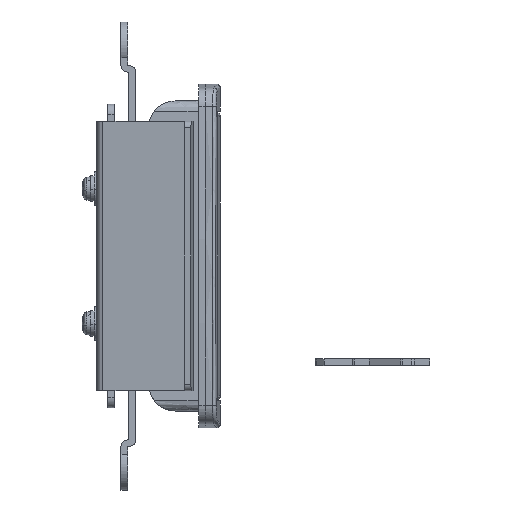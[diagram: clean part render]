
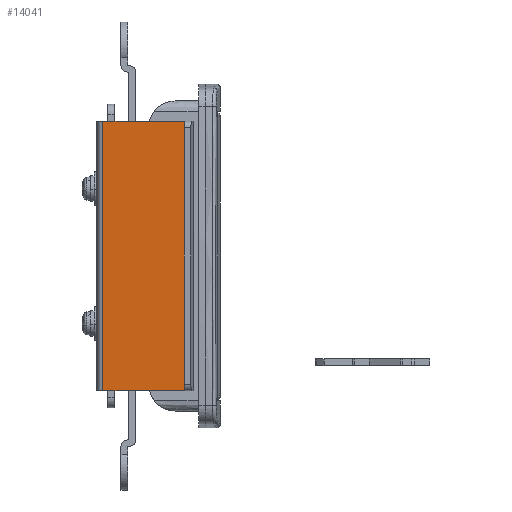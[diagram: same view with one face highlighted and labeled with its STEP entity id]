
A CAD part, left-side view. The second image highlights one B-rep face of the part: STEP entity #14041.
In plain terms, the highlighted free-form (B-spline) face has degree [1, 1] with [2, 2] control points.
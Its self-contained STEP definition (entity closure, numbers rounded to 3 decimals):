
#13709=CARTESIAN_POINT('',(4.313,30.379,40.0));
#13710=VERTEX_POINT('',#13709);
#13726=CARTESIAN_POINT('',(1.852,5.5,40.0));
#13727=VERTEX_POINT('',#13726);
#13728=CARTESIAN_POINT('',(4.313,30.379,40.0));
#13729=CARTESIAN_POINT('',(1.852,5.5,40.0));
#13730=QUASI_UNIFORM_CURVE('',1,(#13728,#13729),.UNSPECIFIED.,.F.,.U.);
#13731=EDGE_CURVE('',#13710,#13727,#13730,.T.);
#13784=CARTESIAN_POINT('',(1.852,5.5,-40.0));
#13785=VERTEX_POINT('',#13784);
#13791=CARTESIAN_POINT('',(4.313,30.379,-40.0));
#13792=VERTEX_POINT('',#13791);
#13793=CARTESIAN_POINT('',(4.313,30.379,-40.0));
#13794=CARTESIAN_POINT('',(1.852,5.5,-40.0));
#13795=QUASI_UNIFORM_CURVE('',1,(#13793,#13794),.UNSPECIFIED.,.F.,.U.);
#13796=EDGE_CURVE('',#13792,#13785,#13795,.T.);
#14018=CARTESIAN_POINT('',(1.852,5.5,-40.0));
#14019=CARTESIAN_POINT('',(1.852,5.5,40.0));
#14020=QUASI_UNIFORM_CURVE('',1,(#14018,#14019),.UNSPECIFIED.,.F.,.U.);
#14021=EDGE_CURVE('',#13785,#13727,#14020,.T.);
#14026=CARTESIAN_POINT('',(4.436,31.621,-43.996));
#14027=CARTESIAN_POINT('',(1.729,4.257,-43.996));
#14028=CARTESIAN_POINT('',(4.436,31.621,43.996));
#14029=CARTESIAN_POINT('',(1.729,4.257,43.996));
#14030=B_SPLINE_SURFACE_WITH_KNOTS('',1,1,((#14026,#14028),(#14027,#14029)),.UNSPECIFIED.,.F.,.F.,.U.,(2,2),(2,2),(0.0,27.497),(0.0,87.992),.UNSPECIFIED.);
#14031=ORIENTED_EDGE('',*,*,#13731,.F.);
#14032=CARTESIAN_POINT('',(4.313,30.379,-40.0));
#14033=CARTESIAN_POINT('',(4.313,30.379,40.0));
#14034=QUASI_UNIFORM_CURVE('',1,(#14032,#14033),.UNSPECIFIED.,.F.,.U.);
#14035=EDGE_CURVE('',#13792,#13710,#14034,.T.);
#14036=ORIENTED_EDGE('',*,*,#14035,.F.);
#14037=ORIENTED_EDGE('',*,*,#13796,.T.);
#14038=ORIENTED_EDGE('',*,*,#14021,.T.);
#14039=EDGE_LOOP('',(#14031,#14036,#14037,#14038));
#14040=FACE_OUTER_BOUND('',#14039,.T.);
#14041=ADVANCED_FACE('',(#14040),#14030,.T.);
